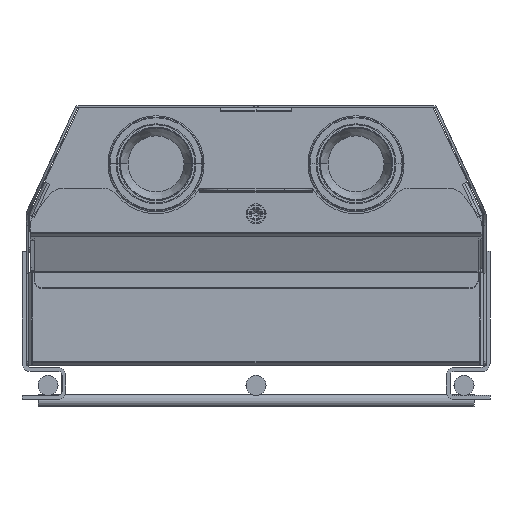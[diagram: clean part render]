
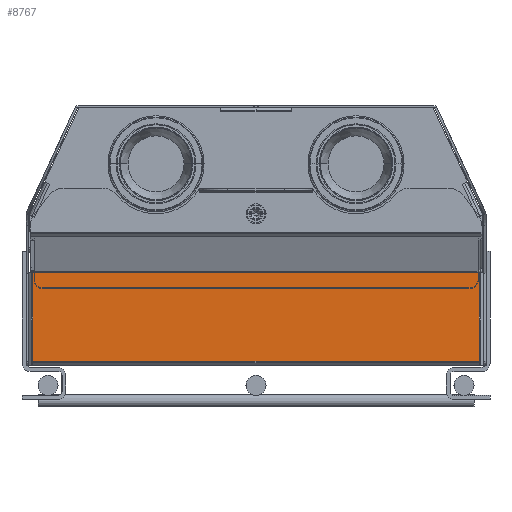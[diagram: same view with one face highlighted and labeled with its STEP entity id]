
A CAD part, front view. The second image highlights one B-rep face of the part: STEP entity #8767.
In plain terms, the highlighted planar face has unit normal (0, -1, 0).
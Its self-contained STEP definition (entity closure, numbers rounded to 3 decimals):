
#227 = EDGE_CURVE ( 'NONE', #39435, #34628, #57769, .T. ) ;
#834 = CARTESIAN_POINT ( 'NONE',  ( 55.8, -603.1, -41.8 ) ) ;
#918 = CARTESIAN_POINT ( 'NONE',  ( 55.8, -603.1, -64. ) ) ;
#3236 = EDGE_LOOP ( 'NONE', ( #40915, #16078, #59722, #29024 ) ) ;
#5179 = CARTESIAN_POINT ( 'NONE',  ( 0., -603.1, -53.4 ) ) ;
#7404 = DIRECTION ( 'NONE',  ( -1., 0., 0. ) ) ;
#7911 = CARTESIAN_POINT ( 'NONE',  ( -55.8, -603.1, -64. ) ) ;
#7963 = CARTESIAN_POINT ( 'NONE',  ( 55.8, -603.1, -41.8 ) ) ;
#8767 = ADVANCED_FACE ( 'NONE', ( #65686 ), #40344, .T. ) ;
#9520 = VECTOR ( 'NONE', #64035, 1000. ) ;
#13741 = CARTESIAN_POINT ( 'NONE',  ( -55.8, -603.1, -64. ) ) ;
#14072 = CARTESIAN_POINT ( 'NONE',  ( -55.8, -603.1, -41.8 ) ) ;
#14859 = LINE ( 'NONE', #7963, #9520 ) ;
#14928 = VERTEX_POINT ( 'NONE', #834 ) ;
#16078 = ORIENTED_EDGE ( 'NONE', *, *, #36856, .T. ) ;
#24352 = CARTESIAN_POINT ( 'NONE',  ( 55.8, -603.1, -64. ) ) ;
#29024 = ORIENTED_EDGE ( 'NONE', *, *, #70711, .F. ) ;
#33821 = VECTOR ( 'NONE', #49887, 1000. ) ;
#34628 = VERTEX_POINT ( 'NONE', #14072 ) ;
#35399 = VECTOR ( 'NONE', #7404, 1000. ) ;
#36856 = EDGE_CURVE ( 'NONE', #14928, #34628, #57236, .T. ) ;
#39435 = VERTEX_POINT ( 'NONE', #13741 ) ;
#40344 = PLANE ( 'NONE',  #47823 ) ;
#40915 = ORIENTED_EDGE ( 'NONE', *, *, #59707, .F. ) ;
#41469 = DIRECTION ( 'NONE',  ( -1., 0., 0. ) ) ;
#44435 = DIRECTION ( 'NONE',  ( 0., 0., -1. ) ) ;
#47823 = AXIS2_PLACEMENT_3D ( 'NONE', #5179, #71177, #44435 ) ;
#49320 = VERTEX_POINT ( 'NONE', #918 ) ;
#49887 = DIRECTION ( 'NONE',  ( 0., 0., 1. ) ) ;
#57236 = LINE ( 'NONE', #63843, #35399 ) ;
#57769 = LINE ( 'NONE', #7911, #33821 ) ;
#59707 = EDGE_CURVE ( 'NONE', #14928, #49320, #14859, .T. ) ;
#59722 = ORIENTED_EDGE ( 'NONE', *, *, #227, .F. ) ;
#60362 = VECTOR ( 'NONE', #41469, 1000. ) ;
#63843 = CARTESIAN_POINT ( 'NONE',  ( 55.8, -603.1, -41.8 ) ) ;
#64035 = DIRECTION ( 'NONE',  ( 0., 0., -1. ) ) ;
#65686 = FACE_OUTER_BOUND ( 'NONE', #3236, .T. ) ;
#69254 = LINE ( 'NONE', #24352, #60362 ) ;
#70711 = EDGE_CURVE ( 'NONE', #49320, #39435, #69254, .T. ) ;
#71177 = DIRECTION ( 'NONE',  ( 0., -1., 0. ) ) ;
